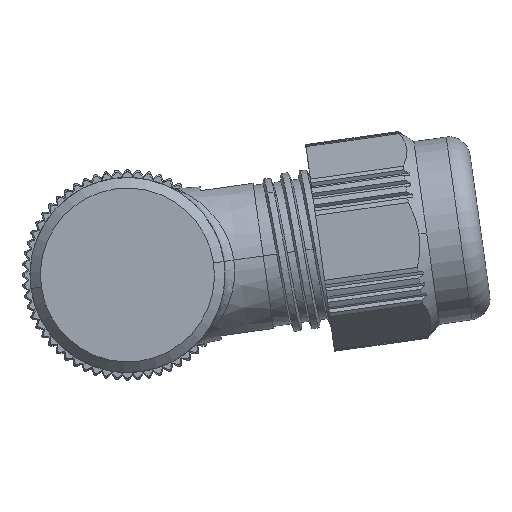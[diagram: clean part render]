
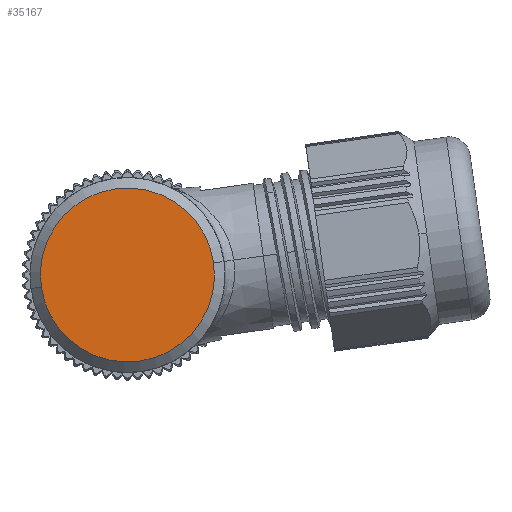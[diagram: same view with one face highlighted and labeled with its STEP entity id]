
A CAD part, front view. The second image highlights one B-rep face of the part: STEP entity #35167.
In plain terms, the highlighted planar face has unit normal (0, -1, 0).
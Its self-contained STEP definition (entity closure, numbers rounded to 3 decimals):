
#7633=CARTESIAN_POINT('',(0.,-33.85,0.));
#7634=DIRECTION('',(0.,1.,0.));
#7635=DIRECTION('',(-0.99,0.,-0.139));
#7636=AXIS2_PLACEMENT_3D('',#7633,#7634,#7635);
#7638=CARTESIAN_POINT('',(0.,-33.85,0.));
#7639=DIRECTION('',(0.,1.,0.));
#7640=DIRECTION('',(-0.139,0.,0.99));
#7641=AXIS2_PLACEMENT_3D('',#7638,#7639,#7640);
#7643=CARTESIAN_POINT('',(0.,-33.85,0.));
#7644=DIRECTION('',(0.,1.,0.));
#7645=DIRECTION('',(0.99,0.,0.139));
#7646=AXIS2_PLACEMENT_3D('',#7643,#7644,#7645);
#7648=CARTESIAN_POINT('',(0.,-33.85,0.));
#7649=DIRECTION('',(0.,1.,0.));
#7650=DIRECTION('',(0.139,0.,-0.99));
#7651=AXIS2_PLACEMENT_3D('',#7648,#7649,#7650);
#23733=CARTESIAN_POINT('',(-1.148,-33.85,8.17));
#23734=CARTESIAN_POINT('',(8.17,-33.85,1.148));
#23735=VERTEX_POINT('',#23733);
#23736=VERTEX_POINT('',#23734);
#23737=CARTESIAN_POINT('',(-8.17,-33.85,-1.148));
#23738=VERTEX_POINT('',#23737);
#23739=CARTESIAN_POINT('',(1.148,-33.85,-8.17));
#23740=VERTEX_POINT('',#23739);
#35154=CARTESIAN_POINT('',(0.,-33.85,0.));
#35155=DIRECTION('',(0.,-1.,0.));
#35156=DIRECTION('',(-0.99,0.,-0.139));
#35157=AXIS2_PLACEMENT_3D('',#35154,#35155,#35156);
#35158=PLANE('',#35157);
#35160=ORIENTED_EDGE('',*,*,#35159,.T.);
#35162=ORIENTED_EDGE('',*,*,#35161,.T.);
#35163=ORIENTED_EDGE('',*,*,#35143,.T.);
#35164=ORIENTED_EDGE('',*,*,#35141,.T.);
#35165=EDGE_LOOP('',(#35160,#35162,#35163,#35164));
#35166=FACE_OUTER_BOUND('',#35165,.F.);
#35167=ADVANCED_FACE('',(#35166),#35158,.T.);
#7637=CIRCLE('',#7636,8.25);
#7642=CIRCLE('',#7641,8.25);
#7647=CIRCLE('',#7646,8.25);
#7652=CIRCLE('',#7651,8.25);
#35141=EDGE_CURVE('',#23740,#23738,#7652,.T.);
#35143=EDGE_CURVE('',#23736,#23740,#7647,.T.);
#35159=EDGE_CURVE('',#23738,#23735,#7637,.T.);
#35161=EDGE_CURVE('',#23735,#23736,#7642,.T.);
